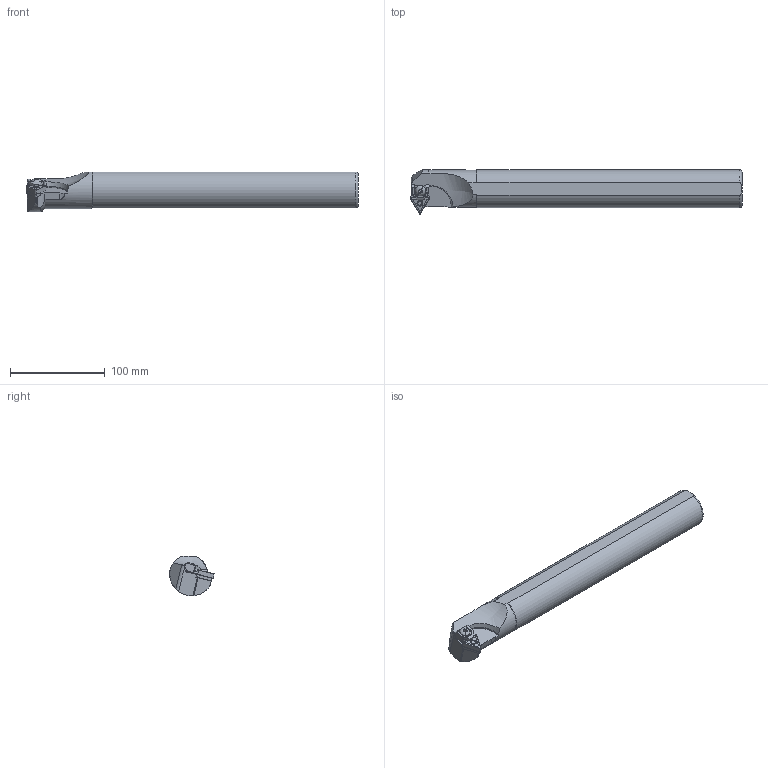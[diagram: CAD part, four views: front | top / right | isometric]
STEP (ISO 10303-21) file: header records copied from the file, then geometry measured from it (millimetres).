
FILE_DESCRIPTION (( 'STEP AP214' ), '1' );
FILE_NAME ('S40U-MT-NR-22-LIGHT.STP', '2023-10-25T08:50:36', ( '' ), ( '' ), 'SwSTEP 2.0', 'SolidWorks 2018', '' );
FILE_SCHEMA (( 'AUTOMOTIVE_DESIGN' ));
Length unit declared in the file: millimetre
Products named in the file (1): S40U-MT-NR-22-LIGHT
Bounding box: 350 x 47 x 41.72 mm (x, y, z)
Volume: 409036.6 mm3; surface area: 47263.2 mm2
Topology: 2 solids, 2 shells, 231 faces, 589 edges, 362 vertices
Faces by surface type: plane 103, cylinder 58, cone 38, torus 19, bspline 11, sphere 2
Entity records: 9669 total; most frequent: CARTESIAN_POINT 3278, ORIENTED_EDGE 1162, DIRECTION 1065, EDGE_CURVE 581, AXIS2_PLACEMENT_3D 388, VERTEX_POINT 362, LINE 289, VECTOR 289
